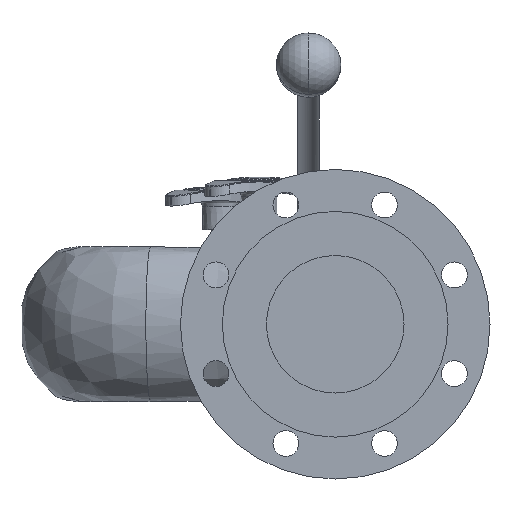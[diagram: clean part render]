
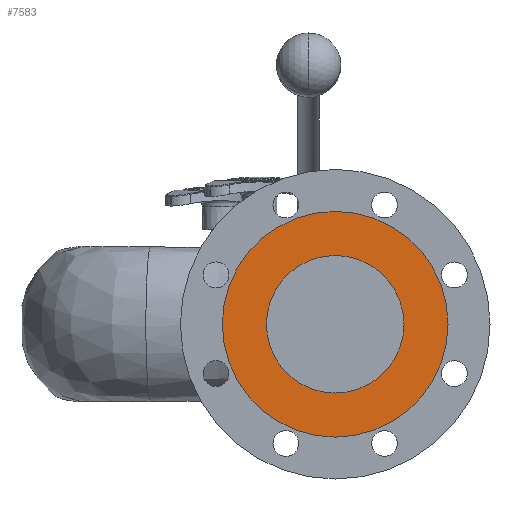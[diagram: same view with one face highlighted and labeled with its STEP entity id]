
A CAD part, front view. The second image highlights one B-rep face of the part: STEP entity #7583.
In plain terms, the highlighted planar face has unit normal (0, -1, 0).
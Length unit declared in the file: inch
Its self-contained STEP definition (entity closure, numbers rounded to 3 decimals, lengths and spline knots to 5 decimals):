
#1627 = EDGE_CURVE ( 'NONE', #42872, #17165, #23939, .T. ) ;
#1998 = EDGE_CURVE ( 'NONE', #9590, #55962, #49124, .T. ) ;
#2183 = CARTESIAN_POINT ( 'NONE',  ( 0., -7.1149, 0. ) ) ;
#2466 = DIRECTION ( 'NONE',  ( 0., -1., 0. ) ) ;
#3300 = CIRCLE ( 'NONE', #9786, 2. ) ;
#7583 = ADVANCED_FACE ( 'NONE', ( #30299, #44025 ), #25345, .F. ) ;
#8161 = AXIS2_PLACEMENT_3D ( 'NONE', #2183, #28966, #56055 ) ;
#8812 = EDGE_LOOP ( 'NONE', ( #9544, #53175 ) ) ;
#9544 = ORIENTED_EDGE ( 'NONE', *, *, #29027, .T. ) ;
#9590 = VERTEX_POINT ( 'NONE', #42631 ) ;
#9786 = AXIS2_PLACEMENT_3D ( 'NONE', #48847, #18495, #32227 ) ;
#10008 = CARTESIAN_POINT ( 'NONE',  ( 0., -7.1149, 3.281 ) ) ;
#11778 = ORIENTED_EDGE ( 'NONE', *, *, #19036, .F. ) ;
#12847 = CARTESIAN_POINT ( 'NONE',  ( 0., -7.1149, -2. ) ) ;
#17165 = VERTEX_POINT ( 'NONE', #45660 ) ;
#18495 = DIRECTION ( 'NONE',  ( 0., -1., 0. ) ) ;
#19036 = EDGE_CURVE ( 'NONE', #55962, #9590, #3300, .T. ) ;
#21845 = DIRECTION ( 'NONE',  ( 0., 0., 1. ) ) ;
#23939 = CIRCLE ( 'NONE', #38860, 3.281 ) ;
#25345 = PLANE ( 'NONE',  #36700 ) ;
#27771 = AXIS2_PLACEMENT_3D ( 'NONE', #29089, #43415, #29375 ) ;
#28966 = DIRECTION ( 'NONE',  ( 0., -1., 0. ) ) ;
#28969 = CARTESIAN_POINT ( 'NONE',  ( 0., -7.1149, 0. ) ) ;
#29027 = EDGE_CURVE ( 'NONE', #17165, #42872, #38999, .T. ) ;
#29089 = CARTESIAN_POINT ( 'NONE',  ( 0., -7.1149, 0. ) ) ;
#29375 = DIRECTION ( 'NONE',  ( 0., 0., -1. ) ) ;
#29725 = CARTESIAN_POINT ( 'NONE',  ( 0., -7.1149, -3.281 ) ) ;
#30299 = FACE_BOUND ( 'NONE', #52883, .T. ) ;
#32227 = DIRECTION ( 'NONE',  ( 0., 0., -1. ) ) ;
#36700 = AXIS2_PLACEMENT_3D ( 'NONE', #29725, #48088, #21845 ) ;
#38319 = DIRECTION ( 'NONE',  ( 0., 0., -1. ) ) ;
#38860 = AXIS2_PLACEMENT_3D ( 'NONE', #28969, #2466, #38319 ) ;
#38999 = CIRCLE ( 'NONE', #27771, 3.281 ) ;
#39755 = ORIENTED_EDGE ( 'NONE', *, *, #1998, .F. ) ;
#42631 = CARTESIAN_POINT ( 'NONE',  ( 0., -7.1149, 2. ) ) ;
#42872 = VERTEX_POINT ( 'NONE', #10008 ) ;
#43415 = DIRECTION ( 'NONE',  ( 0., -1., 0. ) ) ;
#44025 = FACE_OUTER_BOUND ( 'NONE', #8812, .T. ) ;
#45660 = CARTESIAN_POINT ( 'NONE',  ( 0., -7.1149, -3.281 ) ) ;
#48088 = DIRECTION ( 'NONE',  ( 0., 1., 0. ) ) ;
#48847 = CARTESIAN_POINT ( 'NONE',  ( 0., -7.1149, 0. ) ) ;
#49124 = CIRCLE ( 'NONE', #8161, 2. ) ;
#52883 = EDGE_LOOP ( 'NONE', ( #11778, #39755 ) ) ;
#53175 = ORIENTED_EDGE ( 'NONE', *, *, #1627, .T. ) ;
#55962 = VERTEX_POINT ( 'NONE', #12847 ) ;
#56055 = DIRECTION ( 'NONE',  ( 0., 0., -1. ) ) ;
